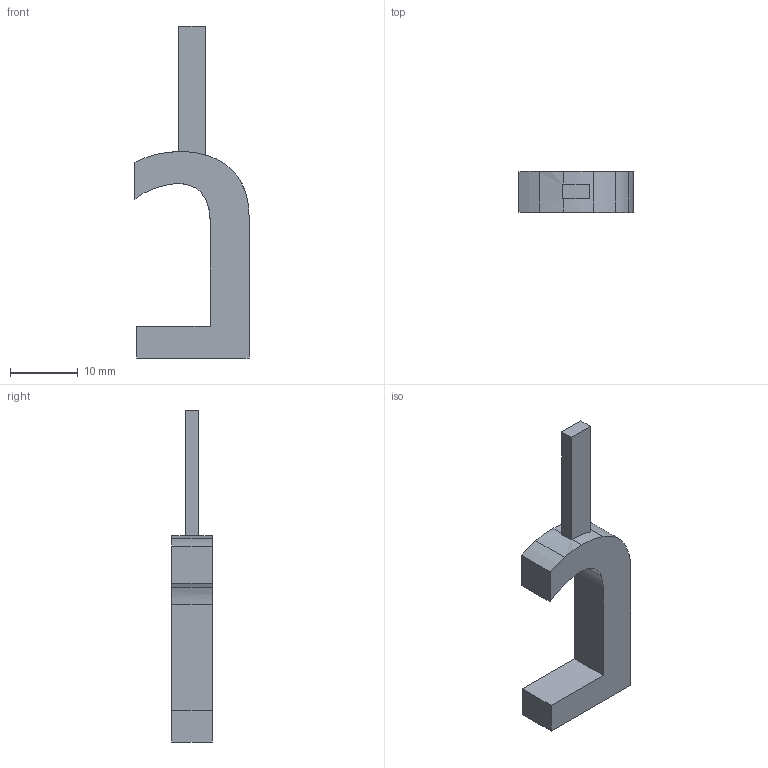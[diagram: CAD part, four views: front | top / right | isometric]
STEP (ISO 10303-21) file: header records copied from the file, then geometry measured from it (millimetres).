
FILE_DESCRIPTION(/* description */ (''),/* implementation_level */ '2;1');
FILE_NAME(/* name */ 'J.step',/* time_stamp */ '2026-01-18T20:24:12+01:00',/* author */ (''),/* organization */ (''),/* preprocessor_version */ 'ST-DEVELOPER v20.1',/* originating_system */ 'Autodesk Translation Framework v14.21.0.0',/* authorisation */ '');
FILE_SCHEMA (('AUTOMOTIVE_DESIGN { 1 0 10303 214 3 1 1 }'));
Length unit declared in the file: millimetre
Products named in the file (2): J; J_1
Assembly tree (1 placements, depth 2):
  J
    J_1
Bounding box: 16.82 x 6 x 48.99 mm (x, y, z)
Volume: 1743.7 mm3; surface area: 1534.6 mm2
Topology: 2 solids, 2 shells, 52 faces, 141 edges, 94 vertices
Faces by surface type: plane 26, bspline 26
Entity records: 1929 total; most frequent: CARTESIAN_POINT 756, ORIENTED_EDGE 282, EDGE_CURVE 141, DIRECTION 141, VERTEX_POINT 94, LINE 83, VECTOR 83, B_SPLINE_CURVE_WITH_KNOTS 58
